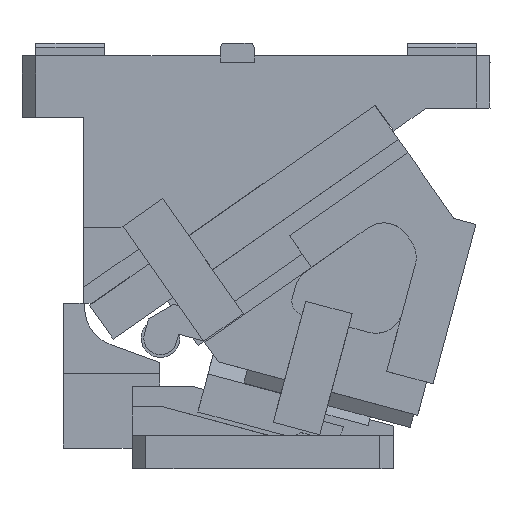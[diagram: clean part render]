
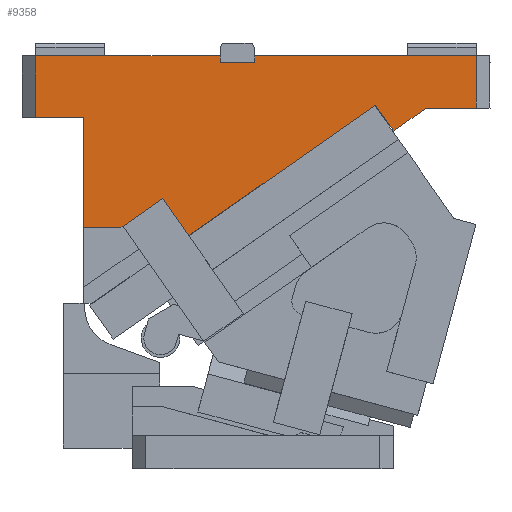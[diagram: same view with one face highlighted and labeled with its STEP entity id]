
A CAD part, front view. The second image highlights one B-rep face of the part: STEP entity #9358.
In plain terms, the highlighted planar face has unit normal (0, -1, 0).
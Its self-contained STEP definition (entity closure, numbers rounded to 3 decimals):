
#8323=CARTESIAN_POINT('Vertex',(63.947,-82.5,300.)) ;
#8454=CARTESIAN_POINT('Vertex',(-70.,-82.5,300.)) ;
#8457=CARTESIAN_POINT('Line Origine',(-3.027,-82.5,300.)) ;
#8671=CARTESIAN_POINT('Vertex',(-35.,-82.5,255.)) ;
#8674=CARTESIAN_POINT('Line Origine',(-52.5,-82.5,255.)) ;
#8678=CARTESIAN_POINT('Vertex',(-70.,-82.5,255.)) ;
#8878=CARTESIAN_POINT('Line Origine',(63.947,-82.5,297.5)) ;
#8882=CARTESIAN_POINT('Vertex',(63.947,-82.5,295.)) ;
#9233=CARTESIAN_POINT('Line Origine',(-70.,-82.5,277.5)) ;
#9245=CARTESIAN_POINT('Axis2P3D Location',(33.779,-82.5,174.292)) ;
#9250=CARTESIAN_POINT('Line Origine',(108.932,-82.5,216.665)) ;
#9254=CARTESIAN_POINT('Vertex',(41.148,-82.5,169.202)) ;
#9256=CARTESIAN_POINT('Vertex',(176.717,-82.5,264.129)) ;
#9259=CARTESIAN_POINT('Line Origine',(183.313,-82.5,254.709)) ;
#9263=CARTESIAN_POINT('Vertex',(189.91,-82.5,245.288)) ;
#9266=CARTESIAN_POINT('Line Origine',(201.843,-82.5,253.644)) ;
#9270=CARTESIAN_POINT('Vertex',(213.776,-82.5,262.)) ;
#9273=CARTESIAN_POINT('Line Origine',(231.888,-82.5,262.)) ;
#9277=CARTESIAN_POINT('Vertex',(250.,-82.5,262.)) ;
#9280=CARTESIAN_POINT('Line Origine',(250.,-82.5,281.)) ;
#9284=CARTESIAN_POINT('Vertex',(250.,-82.5,300.)) ;
#9287=CARTESIAN_POINT('Line Origine',(169.473,-82.5,300.)) ;
#9291=CARTESIAN_POINT('Vertex',(88.947,-82.5,300.)) ;
#9294=CARTESIAN_POINT('Line Origine',(88.947,-82.5,297.5)) ;
#9298=CARTESIAN_POINT('Vertex',(88.947,-82.5,295.)) ;
#9301=CARTESIAN_POINT('Line Origine',(76.447,-82.5,295.)) ;
#9306=CARTESIAN_POINT('Line Origine',(-35.,-82.5,215.)) ;
#9310=CARTESIAN_POINT('Vertex',(-35.,-82.5,175.)) ;
#9313=CARTESIAN_POINT('Line Origine',(-21.553,-82.5,175.)) ;
#9317=CARTESIAN_POINT('Vertex',(-8.106,-82.5,175.)) ;
#9320=CARTESIAN_POINT('Line Origine',(-7.278,-82.5,175.579)) ;
#9324=CARTESIAN_POINT('Vertex',(-6.451,-82.5,176.159)) ;
#9327=CARTESIAN_POINT('Line Origine',(7.884,-82.5,186.196)) ;
#9331=CARTESIAN_POINT('Vertex',(22.22,-82.5,196.234)) ;
#9334=CARTESIAN_POINT('Line Origine',(31.684,-82.5,182.718)) ;
#8458=DIRECTION('Vector Direction',(1.,0.,0.)) ;
#8675=DIRECTION('Vector Direction',(1.,0.,0.)) ;
#8879=DIRECTION('Vector Direction',(0.,0.,-1.)) ;
#9234=DIRECTION('Vector Direction',(0.,0.,1.)) ;
#9246=DIRECTION('Axis2P3D Direction',(0.,-1.,-0.)) ;
#9247=DIRECTION('Axis2P3D XDirection',(-0.996,0.,-0.087)) ;
#9251=DIRECTION('Vector Direction',(0.819,0.,0.574)) ;
#9260=DIRECTION('Vector Direction',(-0.574,0.,0.819)) ;
#9267=DIRECTION('Vector Direction',(-0.819,0.,-0.574)) ;
#9274=DIRECTION('Vector Direction',(1.,0.,0.)) ;
#9281=DIRECTION('Vector Direction',(0.,0.,1.)) ;
#9288=DIRECTION('Vector Direction',(1.,0.,0.)) ;
#9295=DIRECTION('Vector Direction',(0.,0.,-1.)) ;
#9302=DIRECTION('Vector Direction',(1.,0.,0.)) ;
#9307=DIRECTION('Vector Direction',(0.,0.,-1.)) ;
#9314=DIRECTION('Vector Direction',(-1.,0.,0.)) ;
#9321=DIRECTION('Vector Direction',(-0.819,0.,-0.574)) ;
#9328=DIRECTION('Vector Direction',(0.819,0.,0.574)) ;
#9335=DIRECTION('Vector Direction',(0.574,0.,-0.819)) ;
#9248=AXIS2_PLACEMENT_3D('Plane Axis2P3D',#9245,#9246,#9247) ;
#9340=ORIENTED_EDGE('',*,*,#9258,.T.) ;
#9341=ORIENTED_EDGE('',*,*,#9265,.F.) ;
#9342=ORIENTED_EDGE('',*,*,#9272,.F.) ;
#9343=ORIENTED_EDGE('',*,*,#9279,.T.) ;
#9344=ORIENTED_EDGE('',*,*,#9286,.T.) ;
#9345=ORIENTED_EDGE('',*,*,#9293,.F.) ;
#9346=ORIENTED_EDGE('',*,*,#9300,.T.) ;
#9347=ORIENTED_EDGE('',*,*,#9305,.F.) ;
#9348=ORIENTED_EDGE('',*,*,#8884,.F.) ;
#9349=ORIENTED_EDGE('',*,*,#8461,.F.) ;
#9350=ORIENTED_EDGE('',*,*,#9237,.F.) ;
#9351=ORIENTED_EDGE('',*,*,#8680,.F.) ;
#9352=ORIENTED_EDGE('',*,*,#9312,.T.) ;
#9353=ORIENTED_EDGE('',*,*,#9319,.F.) ;
#9354=ORIENTED_EDGE('',*,*,#9326,.F.) ;
#9355=ORIENTED_EDGE('',*,*,#9333,.T.) ;
#9356=ORIENTED_EDGE('',*,*,#9338,.T.) ;
#8459=VECTOR('Line Direction',#8458,1.) ;
#8676=VECTOR('Line Direction',#8675,1.) ;
#8880=VECTOR('Line Direction',#8879,1.) ;
#9235=VECTOR('Line Direction',#9234,1.) ;
#9252=VECTOR('Line Direction',#9251,1.) ;
#9261=VECTOR('Line Direction',#9260,1.) ;
#9268=VECTOR('Line Direction',#9267,1.) ;
#9275=VECTOR('Line Direction',#9274,1.) ;
#9282=VECTOR('Line Direction',#9281,1.) ;
#9289=VECTOR('Line Direction',#9288,1.) ;
#9296=VECTOR('Line Direction',#9295,1.) ;
#9303=VECTOR('Line Direction',#9302,1.) ;
#9308=VECTOR('Line Direction',#9307,1.) ;
#9315=VECTOR('Line Direction',#9314,1.) ;
#9322=VECTOR('Line Direction',#9321,1.) ;
#9329=VECTOR('Line Direction',#9328,1.) ;
#9336=VECTOR('Line Direction',#9335,1.) ;
#9358=ADVANCED_FACE('CAM HOLDER',(#9357),#9249,.T.) ;
#8461=EDGE_CURVE('',#8455,#8324,#8460,.T.) ;
#8680=EDGE_CURVE('',#8672,#8679,#8677,.F.) ;
#8884=EDGE_CURVE('',#8324,#8883,#8881,.T.) ;
#9237=EDGE_CURVE('',#8679,#8455,#9236,.T.) ;
#9258=EDGE_CURVE('',#9255,#9257,#9253,.T.) ;
#9265=EDGE_CURVE('',#9264,#9257,#9262,.T.) ;
#9272=EDGE_CURVE('',#9271,#9264,#9269,.T.) ;
#9279=EDGE_CURVE('',#9271,#9278,#9276,.T.) ;
#9286=EDGE_CURVE('',#9278,#9285,#9283,.T.) ;
#9293=EDGE_CURVE('',#9292,#9285,#9290,.T.) ;
#9300=EDGE_CURVE('',#9292,#9299,#9297,.T.) ;
#9305=EDGE_CURVE('',#8883,#9299,#9304,.T.) ;
#9312=EDGE_CURVE('',#8672,#9311,#9309,.T.) ;
#9319=EDGE_CURVE('',#9318,#9311,#9316,.T.) ;
#9326=EDGE_CURVE('',#9325,#9318,#9323,.T.) ;
#9333=EDGE_CURVE('',#9325,#9332,#9330,.T.) ;
#9338=EDGE_CURVE('',#9332,#9255,#9337,.T.) ;
#9339=EDGE_LOOP('',(#9340,#9341,#9342,#9343,#9344,#9345,#9346,#9347,#9348,#9349,#9350,#9351,#9352,#9353,#9354,#9355,#9356)) ;
#9357=FACE_OUTER_BOUND('',#9339,.T.) ;
#8460=LINE('Line',#8457,#8459) ;
#8677=LINE('Line',#8674,#8676) ;
#8881=LINE('Line',#8878,#8880) ;
#9236=LINE('Line',#9233,#9235) ;
#9253=LINE('Line',#9250,#9252) ;
#9262=LINE('Line',#9259,#9261) ;
#9269=LINE('Line',#9266,#9268) ;
#9276=LINE('Line',#9273,#9275) ;
#9283=LINE('Line',#9280,#9282) ;
#9290=LINE('Line',#9287,#9289) ;
#9297=LINE('Line',#9294,#9296) ;
#9304=LINE('Line',#9301,#9303) ;
#9309=LINE('Line',#9306,#9308) ;
#9316=LINE('Line',#9313,#9315) ;
#9323=LINE('Line',#9320,#9322) ;
#9330=LINE('Line',#9327,#9329) ;
#9337=LINE('Line',#9334,#9336) ;
#9249=PLANE('Plane',#9248) ;
#8324=VERTEX_POINT('',#8323) ;
#8455=VERTEX_POINT('',#8454) ;
#8672=VERTEX_POINT('',#8671) ;
#8679=VERTEX_POINT('',#8678) ;
#8883=VERTEX_POINT('',#8882) ;
#9255=VERTEX_POINT('',#9254) ;
#9257=VERTEX_POINT('',#9256) ;
#9264=VERTEX_POINT('',#9263) ;
#9271=VERTEX_POINT('',#9270) ;
#9278=VERTEX_POINT('',#9277) ;
#9285=VERTEX_POINT('',#9284) ;
#9292=VERTEX_POINT('',#9291) ;
#9299=VERTEX_POINT('',#9298) ;
#9311=VERTEX_POINT('',#9310) ;
#9318=VERTEX_POINT('',#9317) ;
#9325=VERTEX_POINT('',#9324) ;
#9332=VERTEX_POINT('',#9331) ;
